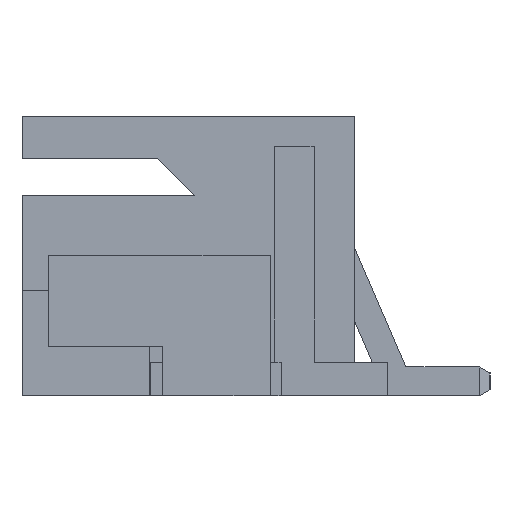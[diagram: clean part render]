
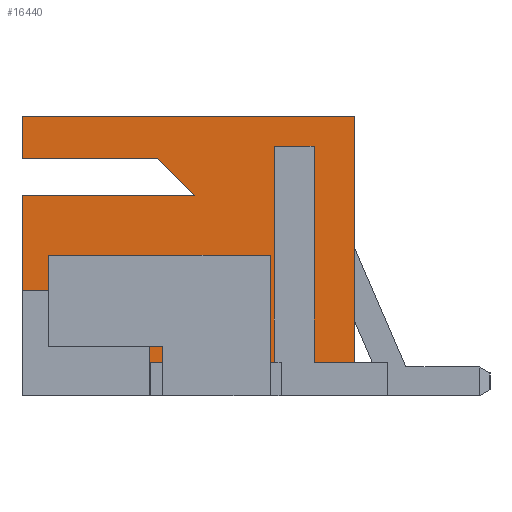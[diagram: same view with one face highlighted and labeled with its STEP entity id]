
A CAD part, left-side view. The second image highlights one B-rep face of the part: STEP entity #16440.
In plain terms, the highlighted planar face has unit normal (-1, 0, 0).
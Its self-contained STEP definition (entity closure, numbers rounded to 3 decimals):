
#1200=ORIENTED_EDGE('',*,*,#3785,.T.);
#1201=ORIENTED_EDGE('',*,*,#4428,.T.);
#1202=ORIENTED_EDGE('',*,*,#4429,.T.);
#1203=ORIENTED_EDGE('',*,*,#4430,.T.);
#1204=ORIENTED_EDGE('',*,*,#4422,.T.);
#1205=ORIENTED_EDGE('',*,*,#3877,.T.);
#1206=ORIENTED_EDGE('',*,*,#3903,.F.);
#1207=ORIENTED_EDGE('',*,*,#3899,.F.);
#1208=ORIENTED_EDGE('',*,*,#4431,.T.);
#1209=ORIENTED_EDGE('',*,*,#4432,.T.);
#1210=ORIENTED_EDGE('',*,*,#4433,.T.);
#1211=ORIENTED_EDGE('',*,*,#4434,.T.);
#1212=ORIENTED_EDGE('',*,*,#4435,.T.);
#1213=ORIENTED_EDGE('',*,*,#3895,.F.);
#1214=ORIENTED_EDGE('',*,*,#4436,.T.);
#1215=ORIENTED_EDGE('',*,*,#4437,.T.);
#1216=ORIENTED_EDGE('',*,*,#4438,.T.);
#1217=ORIENTED_EDGE('',*,*,#3918,.F.);
#1218=ORIENTED_EDGE('',*,*,#4439,.F.);
#1219=ORIENTED_EDGE('',*,*,#3777,.T.);
#3777=EDGE_CURVE('',#5478,#5477,#6568,.T.);
#3785=EDGE_CURVE('',#5477,#5484,#6576,.T.);
#3877=EDGE_CURVE('',#5574,#5573,#6668,.T.);
#3895=EDGE_CURVE('',#5588,#5584,#6686,.T.);
#3899=EDGE_CURVE('',#5589,#5591,#6690,.T.);
#3903=EDGE_CURVE('',#5591,#5573,#6694,.T.);
#3918=EDGE_CURVE('',#5606,#5607,#6709,.T.);
#4422=EDGE_CURVE('',#5969,#5574,#7213,.T.);
#4428=EDGE_CURVE('',#5484,#5973,#7219,.T.);
#4429=EDGE_CURVE('',#5973,#5974,#7220,.T.);
#4430=EDGE_CURVE('',#5974,#5969,#7221,.T.);
#4431=EDGE_CURVE('',#5589,#5975,#7222,.T.);
#4432=EDGE_CURVE('',#5975,#5976,#7223,.T.);
#4433=EDGE_CURVE('',#5976,#5977,#7224,.T.);
#4434=EDGE_CURVE('',#5977,#5978,#7225,.T.);
#4435=EDGE_CURVE('',#5978,#5584,#7226,.T.);
#4436=EDGE_CURVE('',#5588,#5979,#7227,.T.);
#4437=EDGE_CURVE('',#5979,#5980,#7228,.T.);
#4438=EDGE_CURVE('',#5980,#5607,#7229,.T.);
#4439=EDGE_CURVE('',#5478,#5606,#7230,.T.);
#5477=VERTEX_POINT('',#20444);
#5478=VERTEX_POINT('',#20446);
#5484=VERTEX_POINT('',#20460);
#5573=VERTEX_POINT('',#20645);
#5574=VERTEX_POINT('',#20647);
#5584=VERTEX_POINT('',#20674);
#5588=VERTEX_POINT('',#20682);
#5589=VERTEX_POINT('',#20689);
#5591=VERTEX_POINT('',#20692);
#5606=VERTEX_POINT('',#20728);
#5607=VERTEX_POINT('',#20730);
#5969=VERTEX_POINT('',#21706);
#5973=VERTEX_POINT('',#21717);
#5974=VERTEX_POINT('',#21719);
#5975=VERTEX_POINT('',#21722);
#5976=VERTEX_POINT('',#21724);
#5977=VERTEX_POINT('',#21726);
#5978=VERTEX_POINT('',#21728);
#5979=VERTEX_POINT('',#21731);
#5980=VERTEX_POINT('',#21733);
#6568=LINE('',#20445,#7995);
#6576=LINE('',#20461,#8003);
#6668=LINE('',#20646,#8095);
#6686=LINE('',#20683,#8113);
#6690=LINE('',#20691,#8117);
#6694=LINE('',#20698,#8121);
#6709=LINE('',#20729,#8136);
#7213=LINE('',#21705,#8640);
#7219=LINE('',#21716,#8646);
#7220=LINE('',#21718,#8647);
#7221=LINE('',#21720,#8648);
#7222=LINE('',#21721,#8649);
#7223=LINE('',#21723,#8650);
#7224=LINE('',#21725,#8651);
#7225=LINE('',#21727,#8652);
#7226=LINE('',#21729,#8653);
#7227=LINE('',#21730,#8654);
#7228=LINE('',#21732,#8655);
#7229=LINE('',#21734,#8656);
#7230=LINE('',#21735,#8657);
#7995=VECTOR('',#17702,1000.);
#8003=VECTOR('',#17712,1000.);
#8095=VECTOR('',#17812,1000.);
#8113=VECTOR('',#17838,1000.);
#8117=VECTOR('',#17846,1000.);
#8121=VECTOR('',#17852,1000.);
#8136=VECTOR('',#17871,1000.);
#8640=VECTOR('',#18595,1000.);
#8646=VECTOR('',#18603,1000.);
#8647=VECTOR('',#18604,1000.);
#8648=VECTOR('',#18605,1000.);
#8649=VECTOR('',#18606,1000.);
#8650=VECTOR('',#18607,1000.);
#8651=VECTOR('',#18608,1000.);
#8652=VECTOR('',#18609,1000.);
#8653=VECTOR('',#18610,1000.);
#8654=VECTOR('',#18611,1000.);
#8655=VECTOR('',#18612,1000.);
#8656=VECTOR('',#18613,1000.);
#8657=VECTOR('',#18614,1000.);
#9537=EDGE_LOOP('',(#1200,#1201,#1202,#1203,#1204,#1205,#1206,#1207,#1208,
#1209,#1210,#1211,#1212,#1213,#1214,#1215,#1216,#1217,#1218,#1219));
#10270=FACE_BOUND('',#9537,.T.);
#11003=PLANE('',#17154);
#16440=ADVANCED_FACE('',(#10270),#11003,.F.);
#17154=AXIS2_PLACEMENT_3D('',#21715,#18601,#18602);
#17702=DIRECTION('',(0.,1.,0.));
#17712=DIRECTION('',(0.,0.,-1.));
#17812=DIRECTION('',(0.,-1.,0.));
#17838=DIRECTION('',(0.,1.,0.));
#17846=DIRECTION('',(0.,1.,0.));
#17852=DIRECTION('',(0.,0.,-1.));
#17871=DIRECTION('',(0.,1.,0.));
#18595=DIRECTION('',(0.,0.,-1.));
#18601=DIRECTION('',(1.,0.,0.));
#18602=DIRECTION('',(0.,0.,-1.));
#18603=DIRECTION('',(0.,-1.,0.));
#18604=DIRECTION('',(0.,-0.707,-0.707));
#18605=DIRECTION('',(0.,1.,0.));
#18606=DIRECTION('',(0.,0.,1.));
#18607=DIRECTION('',(0.,1.,0.));
#18608=DIRECTION('',(0.,0.,1.));
#18609=DIRECTION('',(0.,-1.,0.));
#18610=DIRECTION('',(0.,0.,-1.));
#18611=DIRECTION('',(0.,0.,1.));
#18612=DIRECTION('',(0.,-1.,0.));
#18613=DIRECTION('',(0.,0.,-1.));
#18614=DIRECTION('',(0.,0.,-1.));
#20444=CARTESIAN_POINT('',(-21.425,9.906,5.918));
#20445=CARTESIAN_POINT('',(-21.425,2.87,5.918));
#20446=CARTESIAN_POINT('',(-21.425,2.87,5.918));
#20460=CARTESIAN_POINT('',(-21.425,9.906,5.029));
#20461=CARTESIAN_POINT('',(-21.425,9.906,0.711));
#20645=CARTESIAN_POINT('',(-21.425,7.188,0.));
#20646=CARTESIAN_POINT('',(-21.425,9.906,0.));
#20647=CARTESIAN_POINT('',(-21.425,9.906,0.));
#20674=CARTESIAN_POINT('',(-21.425,4.65,0.711));
#20682=CARTESIAN_POINT('',(-21.425,4.563,0.711));
#20683=CARTESIAN_POINT('',(-21.425,2.87,0.711));
#20689=CARTESIAN_POINT('',(-21.425,6.934,0.711));
#20691=CARTESIAN_POINT('',(-21.425,2.87,0.711));
#20692=CARTESIAN_POINT('',(-21.425,7.188,0.711));
#20698=CARTESIAN_POINT('',(-21.425,7.188,0.711));
#20728=CARTESIAN_POINT('',(-21.425,2.87,0.711));
#20729=CARTESIAN_POINT('',(-21.425,2.87,0.711));
#20730=CARTESIAN_POINT('',(-21.425,3.724,0.711));
#21705=CARTESIAN_POINT('',(-21.425,9.906,0.711));
#21706=CARTESIAN_POINT('',(-21.425,9.906,4.245));
#21715=CARTESIAN_POINT('',(-21.425,9.906,0.711));
#21716=CARTESIAN_POINT('',(-21.425,9.906,5.029));
#21717=CARTESIAN_POINT('',(-21.425,7.033,5.029));
#21718=CARTESIAN_POINT('',(-21.425,6.31,4.307));
#21719=CARTESIAN_POINT('',(-21.425,6.248,4.245));
#21720=CARTESIAN_POINT('',(-21.425,9.906,4.245));
#21721=CARTESIAN_POINT('',(-21.425,6.934,0.));
#21722=CARTESIAN_POINT('',(-21.425,6.934,1.041));
#21723=CARTESIAN_POINT('',(-21.425,6.934,1.041));
#21724=CARTESIAN_POINT('',(-21.425,9.349,1.041));
#21725=CARTESIAN_POINT('',(-21.425,9.349,1.041));
#21726=CARTESIAN_POINT('',(-21.425,9.349,2.972));
#21727=CARTESIAN_POINT('',(-21.425,9.349,2.972));
#21728=CARTESIAN_POINT('',(-21.425,4.65,2.972));
#21729=CARTESIAN_POINT('',(-21.425,4.65,2.972));
#21730=CARTESIAN_POINT('',(-21.425,4.563,0.711));
#21731=CARTESIAN_POINT('',(-21.425,4.563,5.283));
#21732=CARTESIAN_POINT('',(-21.425,9.906,5.283));
#21733=CARTESIAN_POINT('',(-21.425,3.724,5.283));
#21734=CARTESIAN_POINT('',(-21.425,3.724,0.711));
#21735=CARTESIAN_POINT('',(-21.425,2.87,5.918));
